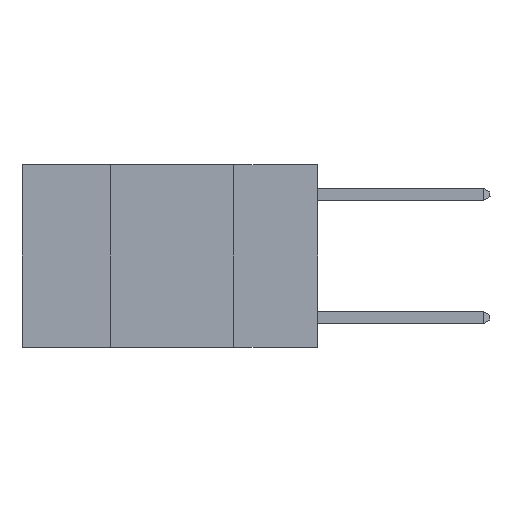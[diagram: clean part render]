
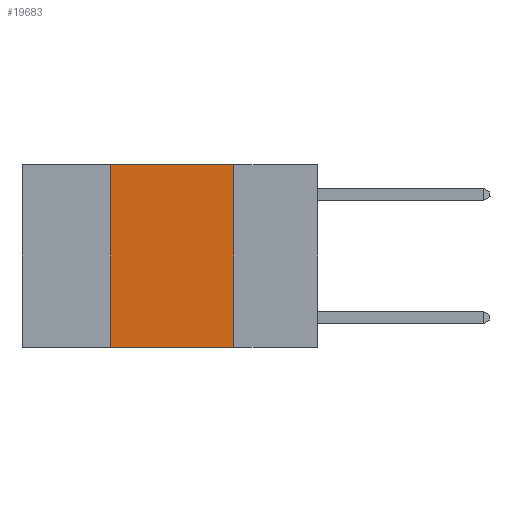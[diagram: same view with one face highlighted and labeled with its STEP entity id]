
A CAD part, left-side view. The second image highlights one B-rep face of the part: STEP entity #19683.
In plain terms, the highlighted planar face has unit normal (-1, 0, 0).
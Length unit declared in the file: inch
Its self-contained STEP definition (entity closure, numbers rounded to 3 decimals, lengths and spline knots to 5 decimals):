
#299 = VECTOR ( 'NONE', #21333, 39.37008 ) ;
#1875 = DIRECTION ( 'NONE',  ( 0., -1., 0. ) ) ;
#3623 = CARTESIAN_POINT ( 'NONE',  ( 0., 0.42, 0. ) ) ;
#3685 = EDGE_CURVE ( 'NONE', #15090, #13988, #7170, .T. ) ;
#3824 = VERTEX_POINT ( 'NONE', #3905 ) ;
#3905 = CARTESIAN_POINT ( 'NONE',  ( 0., 0.42, 0. ) ) ;
#4650 = ORIENTED_EDGE ( 'NONE', *, *, #29762, .F. ) ;
#5149 = VERTEX_POINT ( 'NONE', #26957 ) ;
#5279 = DIRECTION ( 'NONE',  ( 0., 0., -1. ) ) ;
#6243 = DIRECTION ( 'NONE',  ( 0., 0., 1. ) ) ;
#7170 = LINE ( 'NONE', #31244, #299 ) ;
#12002 = LINE ( 'NONE', #3623, #31322 ) ;
#12187 = CARTESIAN_POINT ( 'NONE',  ( 0., 0.17, 0. ) ) ;
#13915 = VECTOR ( 'NONE', #1875, 39.37008 ) ;
#13988 = VERTEX_POINT ( 'NONE', #19331 ) ;
#14283 = EDGE_CURVE ( 'NONE', #5149, #3824, #12002, .T. ) ;
#14486 = EDGE_LOOP ( 'NONE', ( #17509, #4650, #18307, #32459 ) ) ;
#15090 = VERTEX_POINT ( 'NONE', #12187 ) ;
#15535 = PLANE ( 'NONE',  #22617 ) ;
#15767 = EDGE_CURVE ( 'NONE', #5149, #13988, #20598, .T. ) ;
#17509 = ORIENTED_EDGE ( 'NONE', *, *, #3685, .F. ) ;
#17672 = FACE_OUTER_BOUND ( 'NONE', #14486, .T. ) ;
#18063 = CARTESIAN_POINT ( 'NONE',  ( 0., 0.6, 0. ) ) ;
#18135 = DIRECTION ( 'NONE',  ( 0., -1., 0. ) ) ;
#18307 = ORIENTED_EDGE ( 'NONE', *, *, #14283, .F. ) ;
#19331 = CARTESIAN_POINT ( 'NONE',  ( 0., 0.17, -0.37 ) ) ;
#19683 = ADVANCED_FACE ( 'NONE', ( #17672 ), #15535, .F. ) ;
#19703 = CARTESIAN_POINT ( 'NONE',  ( 0., 0.6, -0.37 ) ) ;
#20589 = DIRECTION ( 'NONE',  ( 1., 0., 0. ) ) ;
#20598 = LINE ( 'NONE', #19703, #13915 ) ;
#21333 = DIRECTION ( 'NONE',  ( 0., 0., -1. ) ) ;
#22617 = AXIS2_PLACEMENT_3D ( 'NONE', #18063, #20589, #5279 ) ;
#23069 = CARTESIAN_POINT ( 'NONE',  ( 0., 0.6, 0. ) ) ;
#26881 = VECTOR ( 'NONE', #18135, 39.37008 ) ;
#26957 = CARTESIAN_POINT ( 'NONE',  ( 0., 0.42, -0.37 ) ) ;
#27664 = LINE ( 'NONE', #23069, #26881 ) ;
#29762 = EDGE_CURVE ( 'NONE', #3824, #15090, #27664, .T. ) ;
#31244 = CARTESIAN_POINT ( 'NONE',  ( 0., 0.17, 0. ) ) ;
#31322 = VECTOR ( 'NONE', #6243, 39.37008 ) ;
#32459 = ORIENTED_EDGE ( 'NONE', *, *, #15767, .T. ) ;
